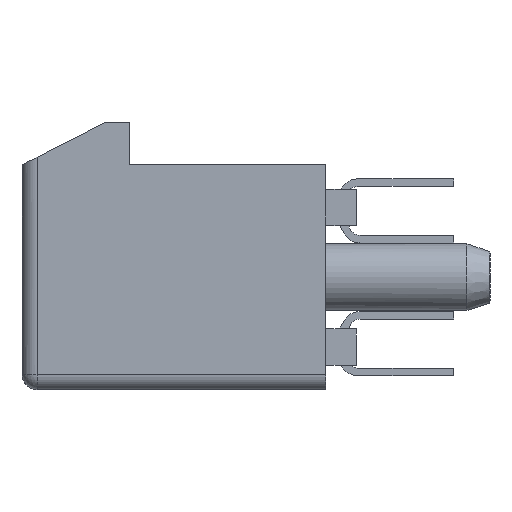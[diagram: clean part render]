
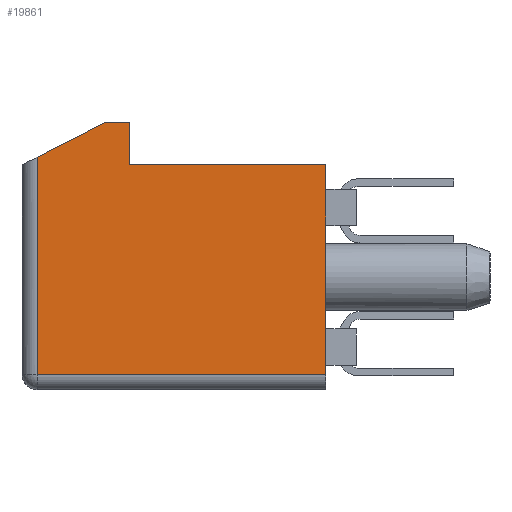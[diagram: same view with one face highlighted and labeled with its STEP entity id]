
A CAD part, left-side view. The second image highlights one B-rep face of the part: STEP entity #19861.
In plain terms, the highlighted planar face has unit normal (-1, 0, 0).
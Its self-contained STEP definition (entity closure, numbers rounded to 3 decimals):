
#1520=FACE_OUTER_BOUND('',#2664,.T.);
#2664=EDGE_LOOP('',(#13453,#13454,#13455,#13456,#13457,#13458,#13459));
#3910=LINE('',#29051,#6081);
#3970=LINE('',#29250,#6141);
#4023=LINE('',#29362,#6194);
#4033=LINE('',#29383,#6204);
#4034=LINE('',#29385,#6205);
#4035=LINE('',#29387,#6206);
#4036=LINE('',#29388,#6207);
#6081=VECTOR('',#23016,6.9);
#6141=VECTOR('',#23152,9.5);
#6194=VECTOR('',#23237,6.45);
#6204=VECTOR('',#23259,1.4);
#6205=VECTOR('',#23260,0.8);
#6206=VECTOR('',#23261,2.525);
#6207=VECTOR('',#23262,7.155);
#8242=VERTEX_POINT('',#29048);
#8243=VERTEX_POINT('',#29050);
#8294=VERTEX_POINT('',#29249);
#8337=VERTEX_POINT('',#29360);
#8342=VERTEX_POINT('',#29382);
#8343=VERTEX_POINT('',#29384);
#8344=VERTEX_POINT('',#29386);
#10217=EDGE_CURVE('',#8242,#8243,#3910,.T.);
#10292=EDGE_CURVE('',#8243,#8294,#3970,.T.);
#10351=EDGE_CURVE('',#8337,#8242,#4023,.T.);
#10361=EDGE_CURVE('',#8342,#8337,#4033,.T.);
#10362=EDGE_CURVE('',#8343,#8342,#4034,.T.);
#10363=EDGE_CURVE('',#8344,#8343,#4035,.T.);
#10364=EDGE_CURVE('',#8344,#8294,#4036,.T.);
#13453=ORIENTED_EDGE('',*,*,#10292,.F.);
#13454=ORIENTED_EDGE('',*,*,#10217,.F.);
#13455=ORIENTED_EDGE('',*,*,#10351,.F.);
#13456=ORIENTED_EDGE('',*,*,#10361,.F.);
#13457=ORIENTED_EDGE('',*,*,#10362,.F.);
#13458=ORIENTED_EDGE('',*,*,#10363,.F.);
#13459=ORIENTED_EDGE('',*,*,#10364,.T.);
#19110=PLANE('',#21095);
#19861=ADVANCED_FACE('',(#1520),#19110,.F.);
#21095=AXIS2_PLACEMENT_3D('',#29381,#23257,#23258);
#23016=DIRECTION('',(0.,0.,-1.));
#23152=DIRECTION('',(0.,1.,0.));
#23237=DIRECTION('',(0.,-1.,0.));
#23257=DIRECTION('center_axis',(1.,0.,0.));
#23258=DIRECTION('ref_axis',(0.,-1.,0.));
#23259=DIRECTION('',(0.,0.,-1.));
#23260=DIRECTION('',(0.,-1.,0.));
#23261=DIRECTION('',(0.,-0.891,0.454));
#23262=DIRECTION('',(0.,0.,-1.));
#29048=CARTESIAN_POINT('',(-14.5,1.,3.7));
#29050=CARTESIAN_POINT('',(-14.5,1.,-3.2));
#29051=CARTESIAN_POINT('',(-14.5,1.,3.7));
#29249=CARTESIAN_POINT('',(-14.5,10.5,-3.2));
#29250=CARTESIAN_POINT('',(-14.5,1.,-3.2));
#29360=CARTESIAN_POINT('',(-14.5,7.45,3.7));
#29362=CARTESIAN_POINT('',(-14.5,7.45,3.7));
#29381=CARTESIAN_POINT('Origin',(-14.5,5.75,0.95));
#29382=CARTESIAN_POINT('',(-14.5,7.45,5.1));
#29383=CARTESIAN_POINT('',(-14.5,7.45,5.1));
#29384=CARTESIAN_POINT('',(-14.5,8.25,5.1));
#29385=CARTESIAN_POINT('',(-14.5,8.25,5.1));
#29386=CARTESIAN_POINT('',(-14.5,10.5,3.955));
#29387=CARTESIAN_POINT('',(-14.5,10.5,3.955));
#29388=CARTESIAN_POINT('',(-14.5,10.5,3.955));
